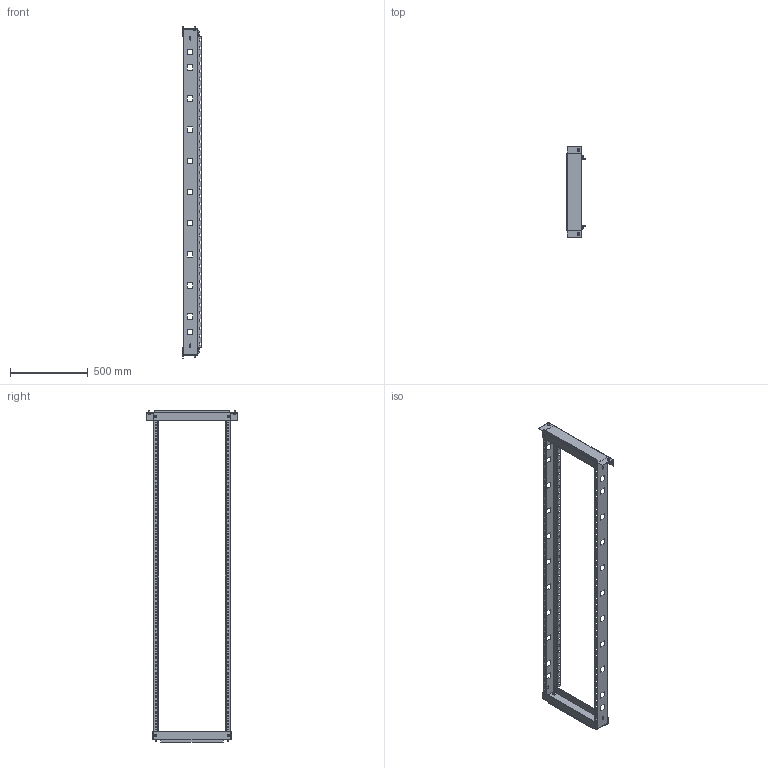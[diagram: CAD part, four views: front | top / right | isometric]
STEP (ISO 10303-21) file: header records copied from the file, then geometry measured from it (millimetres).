
FILE_DESCRIPTION (( 'STEP AP214' ), '1' );
FILE_NAME ('TMK226.STEP', '2025-05-14T18:49:10', ( '' ), ( '' ), 'SwSTEP 2.0', 'SolidWorks 2024', '' );
FILE_SCHEMA (( 'AUTOMOTIVE_DESIGN' ));
Length unit declared in the file: metre
Products named in the file (1): TMK226
Bounding box: 128.3 x 589 x 2131.5 mm (x, y, z)
Volume: 1374935.2 mm3; surface area: 1850164.8 mm2
Topology: 1 solids, 1 shells, 2474 faces, 6986 edges, 4492 vertices
Faces by surface type: plane 1688, cylinder 646, cone 116, torus 24
Full cylindrical faces by diameter (mm): 3.96 x4, 6 x28, 6.5 x82, 7 x8, 10 x4, 12 x4, 14 x12
Entity records: 81083 total; most frequent: CARTESIAN_POINT 17351, ORIENTED_EDGE 13336, DIRECTION 12482, EDGE_CURVE 6668, LINE 5068, VECTOR 5068, VERTEX_POINT 4368, AXIS2_PLACEMENT_3D 3707
